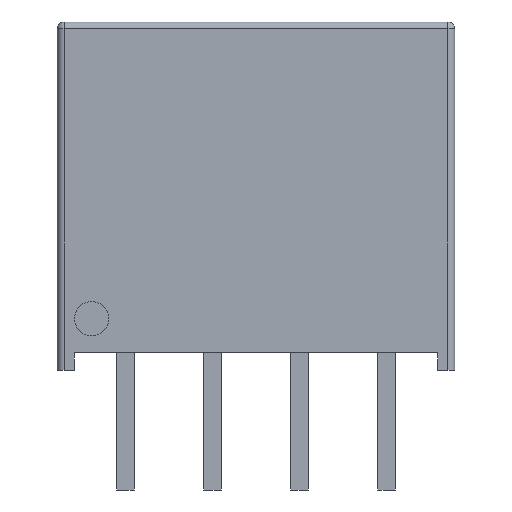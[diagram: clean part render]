
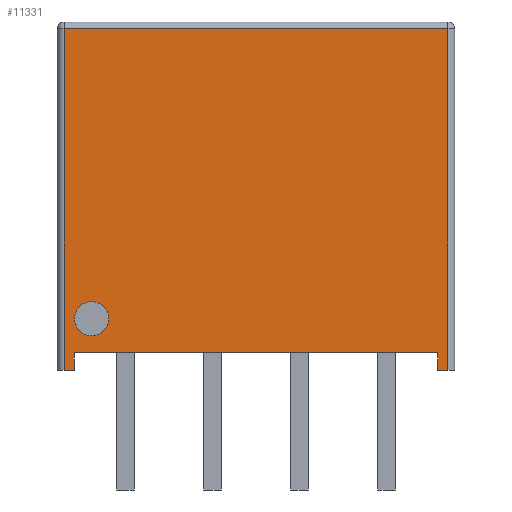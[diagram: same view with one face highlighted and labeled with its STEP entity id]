
A CAD part, front view. The second image highlights one B-rep face of the part: STEP entity #11331.
In plain terms, the highlighted planar face has unit normal (0, -1, 0).
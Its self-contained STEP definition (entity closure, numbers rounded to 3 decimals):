
#88 = EDGE_LOOP ( 'NONE', ( #5314, #4167 ) ) ;
#109 = DIRECTION ( 'NONE',  ( 0., -1., 0. ) ) ;
#176 = CARTESIAN_POINT ( 'NONE',  ( -4.8, -5.1, 1.5 ) ) ;
#243 = CARTESIAN_POINT ( 'NONE',  ( -5.3, -5.1, 0. ) ) ;
#266 = VERTEX_POINT ( 'NONE', #2089 ) ;
#270 = EDGE_CURVE ( 'NONE', #8658, #11320, #2152, .T. ) ;
#308 = VERTEX_POINT ( 'NONE', #8001 ) ;
#385 = DIRECTION ( 'NONE',  ( 0., 0., -1. ) ) ;
#749 = FACE_OUTER_BOUND ( 'NONE', #7584, .T. ) ;
#963 = VECTOR ( 'NONE', #11277, 1000. ) ;
#1149 = EDGE_CURVE ( 'NONE', #9745, #266, #3715, .T. ) ;
#1156 = CARTESIAN_POINT ( 'NONE',  ( 5.6, -5.1, 10.16 ) ) ;
#1224 = LINE ( 'NONE', #1156, #11583 ) ;
#1277 = VECTOR ( 'NONE', #11204, 1000. ) ;
#1419 = VERTEX_POINT ( 'NONE', #8099 ) ;
#1901 = VERTEX_POINT ( 'NONE', #243 ) ;
#1917 = ORIENTED_EDGE ( 'NONE', *, *, #270, .T. ) ;
#1957 = EDGE_CURVE ( 'NONE', #266, #9745, #6547, .T. ) ;
#2025 = VECTOR ( 'NONE', #7795, 1000. ) ;
#2089 = CARTESIAN_POINT ( 'NONE',  ( -4.8, -5.1, 1. ) ) ;
#2152 = LINE ( 'NONE', #6115, #2659 ) ;
#2557 = ORIENTED_EDGE ( 'NONE', *, *, #11858, .T. ) ;
#2659 = VECTOR ( 'NONE', #8060, 1000. ) ;
#2948 = CARTESIAN_POINT ( 'NONE',  ( -5.8, -5.1, 0. ) ) ;
#3228 = LINE ( 'NONE', #7319, #963 ) ;
#3292 = CARTESIAN_POINT ( 'NONE',  ( 5.3, -5.1, 0.5 ) ) ;
#3367 = DIRECTION ( 'NONE',  ( -1., 0., 0. ) ) ;
#3403 = VERTEX_POINT ( 'NONE', #3292 ) ;
#3594 = EDGE_CURVE ( 'NONE', #308, #1901, #6773, .T. ) ;
#3715 = CIRCLE ( 'NONE', #9694, 0.5 ) ;
#3964 = EDGE_CURVE ( 'NONE', #11836, #8658, #1224, .T. ) ;
#4157 = CARTESIAN_POINT ( 'NONE',  ( -5.6, -5.1, 10.16 ) ) ;
#4167 = ORIENTED_EDGE ( 'NONE', *, *, #1149, .F. ) ;
#4434 = ORIENTED_EDGE ( 'NONE', *, *, #11582, .T. ) ;
#4506 = CARTESIAN_POINT ( 'NONE',  ( -4.8, -5.1, 1.5 ) ) ;
#5314 = ORIENTED_EDGE ( 'NONE', *, *, #1957, .F. ) ;
#5320 = ORIENTED_EDGE ( 'NONE', *, *, #7582, .F. ) ;
#5342 = ORIENTED_EDGE ( 'NONE', *, *, #7510, .T. ) ;
#5356 = CARTESIAN_POINT ( 'NONE',  ( -5.8, -5.1, 10.16 ) ) ;
#5803 = LINE ( 'NONE', #8908, #2025 ) ;
#5862 = VECTOR ( 'NONE', #3367, 1000. ) ;
#6115 = CARTESIAN_POINT ( 'NONE',  ( -5.8, -5.1, 9.96 ) ) ;
#6346 = LINE ( 'NONE', #9067, #5862 ) ;
#6413 = ORIENTED_EDGE ( 'NONE', *, *, #3964, .T. ) ;
#6547 = CIRCLE ( 'NONE', #9026, 0.5 ) ;
#6714 = DIRECTION ( 'NONE',  ( 0., 0., -1. ) ) ;
#6773 = LINE ( 'NONE', #11837, #9131 ) ;
#6907 = DIRECTION ( 'NONE',  ( 1., 0., 0. ) ) ;
#6976 = VECTOR ( 'NONE', #6907, 1000. ) ;
#7071 = CARTESIAN_POINT ( 'NONE',  ( 5.6, -5.1, 0. ) ) ;
#7107 = LINE ( 'NONE', #4157, #1277 ) ;
#7187 = AXIS2_PLACEMENT_3D ( 'NONE', #5356, #8267, #9430 ) ;
#7275 = DIRECTION ( 'NONE',  ( 0., -1., 0. ) ) ;
#7319 = CARTESIAN_POINT ( 'NONE',  ( -5.8, -5.1, 0. ) ) ;
#7421 = PLANE ( 'NONE',  #7187 ) ;
#7510 = EDGE_CURVE ( 'NONE', #11320, #1419, #7107, .T. ) ;
#7582 = EDGE_CURVE ( 'NONE', #3403, #308, #6346, .T. ) ;
#7584 = EDGE_LOOP ( 'NONE', ( #9507, #6413, #1917, #5342, #4434, #10723, #5320, #2557 ) ) ;
#7795 = DIRECTION ( 'NONE',  ( 0., 0., -1. ) ) ;
#8000 = CARTESIAN_POINT ( 'NONE',  ( -5.6, -5.1, 9.96 ) ) ;
#8001 = CARTESIAN_POINT ( 'NONE',  ( -5.3, -5.1, 0.5 ) ) ;
#8060 = DIRECTION ( 'NONE',  ( -1., 0., 0. ) ) ;
#8099 = CARTESIAN_POINT ( 'NONE',  ( -5.6, -5.1, 0. ) ) ;
#8267 = DIRECTION ( 'NONE',  ( 0., 1., 0. ) ) ;
#8658 = VERTEX_POINT ( 'NONE', #9562 ) ;
#8908 = CARTESIAN_POINT ( 'NONE',  ( 5.3, -5.1, 0.5 ) ) ;
#9026 = AXIS2_PLACEMENT_3D ( 'NONE', #4506, #7275, #385 ) ;
#9067 = CARTESIAN_POINT ( 'NONE',  ( 5.3, -5.1, 0.5 ) ) ;
#9131 = VECTOR ( 'NONE', #6714, 1000. ) ;
#9430 = DIRECTION ( 'NONE',  ( 0., 0., 1. ) ) ;
#9507 = ORIENTED_EDGE ( 'NONE', *, *, #10876, .T. ) ;
#9562 = CARTESIAN_POINT ( 'NONE',  ( 5.6, -5.1, 9.96 ) ) ;
#9694 = AXIS2_PLACEMENT_3D ( 'NONE', #176, #109, #12072 ) ;
#9745 = VERTEX_POINT ( 'NONE', #10839 ) ;
#10208 = CARTESIAN_POINT ( 'NONE',  ( 5.3, -5.1, 0. ) ) ;
#10464 = FACE_BOUND ( 'NONE', #88, .T. ) ;
#10723 = ORIENTED_EDGE ( 'NONE', *, *, #3594, .F. ) ;
#10839 = CARTESIAN_POINT ( 'NONE',  ( -4.8, -5.1, 2. ) ) ;
#10876 = EDGE_CURVE ( 'NONE', #11019, #11836, #11840, .T. ) ;
#11019 = VERTEX_POINT ( 'NONE', #10208 ) ;
#11204 = DIRECTION ( 'NONE',  ( 0., 0., -1. ) ) ;
#11277 = DIRECTION ( 'NONE',  ( 1., 0., 0. ) ) ;
#11320 = VERTEX_POINT ( 'NONE', #8000 ) ;
#11331 = ADVANCED_FACE ( 'NONE', ( #10464, #749 ), #7421, .F. ) ;
#11582 = EDGE_CURVE ( 'NONE', #1419, #1901, #3228, .T. ) ;
#11583 = VECTOR ( 'NONE', #12871, 1000. ) ;
#11836 = VERTEX_POINT ( 'NONE', #7071 ) ;
#11837 = CARTESIAN_POINT ( 'NONE',  ( -5.3, -5.1, 0.5 ) ) ;
#11840 = LINE ( 'NONE', #2948, #6976 ) ;
#11858 = EDGE_CURVE ( 'NONE', #3403, #11019, #5803, .T. ) ;
#12072 = DIRECTION ( 'NONE',  ( 0., 0., -1. ) ) ;
#12871 = DIRECTION ( 'NONE',  ( 0., 0., 1. ) ) ;
